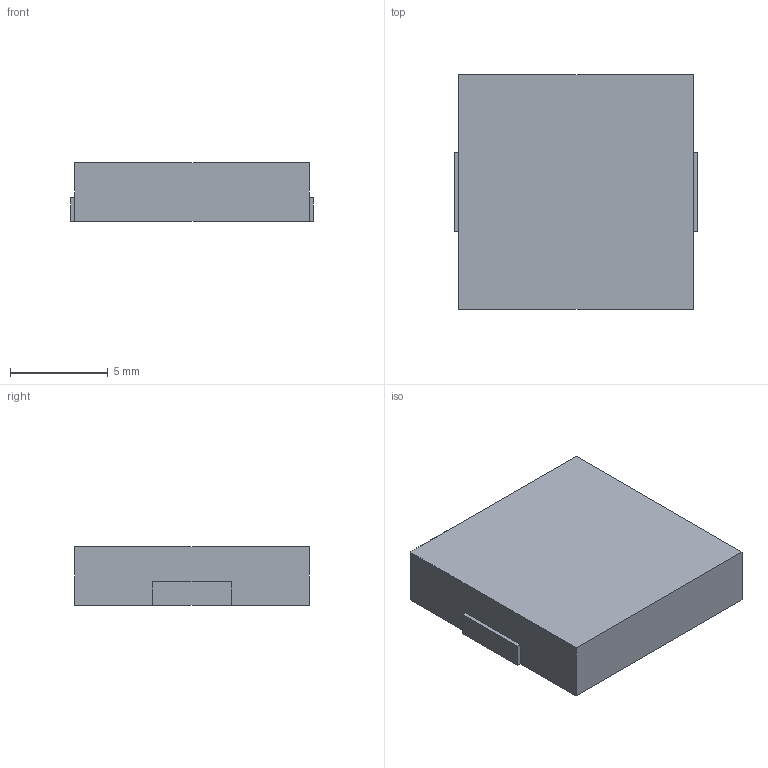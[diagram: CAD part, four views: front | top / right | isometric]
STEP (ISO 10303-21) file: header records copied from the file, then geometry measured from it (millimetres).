
FILE_DESCRIPTION(/* description */ (''),/* implementation_level */ '2;1');
FILE_NAME(/* name */ 'PKLCS1212E4001.stp',/* time_stamp */ '2020-06-03T15:27:23+09:00',/* author */ ('3Zuta'),/* organization */ (''),/* preprocessor_version */ 'ST-DEVELOPER v18',/* originating_system */ 'Autodesk Inventor 2020',/* authorisation */ '');
FILE_SCHEMA (('AUTOMOTIVE_DESIGN { 1 0 10303 214 3 1 1 }'));
Length unit declared in the file: millimetre
Products named in the file (3): PKLCS1212E4001; 本体; ピンアサイン
Assembly tree (3 placements, depth 2):
  PKLCS1212E4001
    本体
    ピンアサイン  x2
Bounding box: 12.4 x 12 x 3 mm (x, y, z)
Volume: 433.9 mm3; surface area: 481 mm2
Topology: 3 solids, 3 shells, 26 faces, 60 edges, 40 vertices
Faces by surface type: plane 26
Entity records: 703 total; most frequent: CARTESIAN_POINT 106, DIRECTION 100, ORIENTED_EDGE 96, LINE 48, VECTOR 48, EDGE_CURVE 48, VERTEX_POINT 32, AXIS2_PLACEMENT_3D 26
